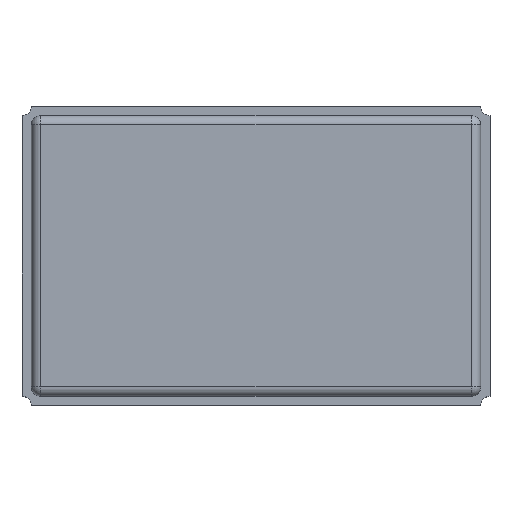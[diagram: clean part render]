
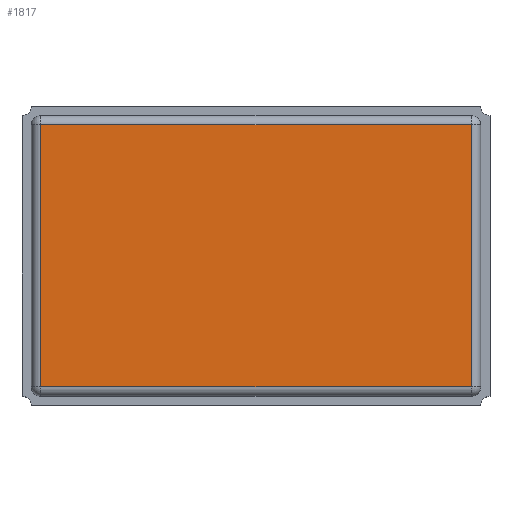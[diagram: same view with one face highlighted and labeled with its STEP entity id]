
A CAD part, top view. The second image highlights one B-rep face of the part: STEP entity #1817.
In plain terms, the highlighted planar face has unit normal (0, 0, 1).
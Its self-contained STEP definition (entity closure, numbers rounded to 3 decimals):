
#71=PLANE('',#1955);
#161=FACE_OUTER_BOUND('',#263,.T.);
#263=EDGE_LOOP('',(#1497,#1498,#1499,#1500));
#433=LINE('',#2803,#657);
#434=LINE('',#2805,#658);
#435=LINE('',#2807,#659);
#436=LINE('',#2808,#660);
#657=VECTOR('',#2277,1000.);
#658=VECTOR('',#2278,1000.);
#659=VECTOR('',#2279,1000.);
#660=VECTOR('',#2280,1000.);
#889=VERTEX_POINT('',#2801);
#890=VERTEX_POINT('',#2802);
#891=VERTEX_POINT('',#2804);
#892=VERTEX_POINT('',#2806);
#1105=EDGE_CURVE('',#889,#890,#433,.T.);
#1106=EDGE_CURVE('',#890,#891,#434,.T.);
#1107=EDGE_CURVE('',#891,#892,#435,.T.);
#1108=EDGE_CURVE('',#892,#889,#436,.T.);
#1497=ORIENTED_EDGE('',*,*,#1105,.T.);
#1498=ORIENTED_EDGE('',*,*,#1106,.T.);
#1499=ORIENTED_EDGE('',*,*,#1107,.T.);
#1500=ORIENTED_EDGE('',*,*,#1108,.T.);
#1817=ADVANCED_FACE('',(#161),#71,.T.);
#1955=AXIS2_PLACEMENT_3D('',#2800,#2275,#2276);
#2275=DIRECTION('center_axis',(0.,0.,1.));
#2276=DIRECTION('ref_axis',(0.,-1.,0.));
#2277=DIRECTION('',(0.,1.,0.));
#2278=DIRECTION('',(-1.,0.,0.));
#2279=DIRECTION('',(0.,-1.,0.));
#2280=DIRECTION('',(1.,0.,0.));
#2800=CARTESIAN_POINT('Origin',(-2.3,1.4,0.85));
#2801=CARTESIAN_POINT('',(2.3,-1.4,0.85));
#2802=CARTESIAN_POINT('',(2.3,1.4,0.85));
#2803=CARTESIAN_POINT('',(2.3,1.4,0.85));
#2804=CARTESIAN_POINT('',(-2.3,1.4,0.85));
#2805=CARTESIAN_POINT('',(-2.3,1.4,0.85));
#2806=CARTESIAN_POINT('',(-2.3,-1.4,0.85));
#2807=CARTESIAN_POINT('',(-2.3,-1.4,0.85));
#2808=CARTESIAN_POINT('',(2.3,-1.4,0.85));
